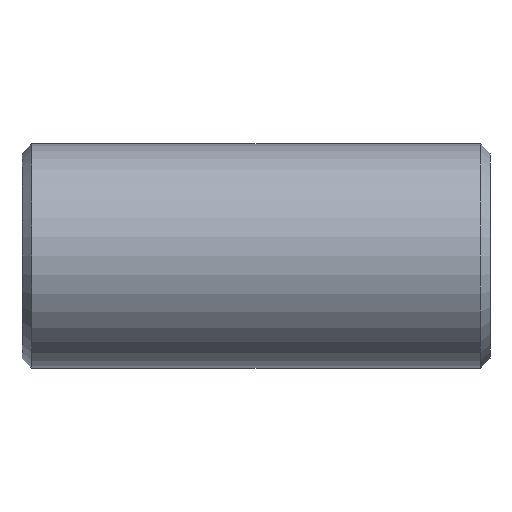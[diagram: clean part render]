
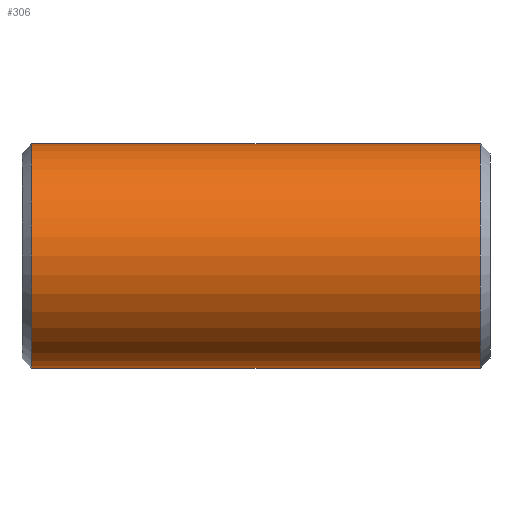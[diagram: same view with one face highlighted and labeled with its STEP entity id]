
A CAD part, front view. The second image highlights one B-rep face of the part: STEP entity #306.
In plain terms, the highlighted cylindrical face has radius 36.513 mm (diameter 73.025 mm), a partial arc.
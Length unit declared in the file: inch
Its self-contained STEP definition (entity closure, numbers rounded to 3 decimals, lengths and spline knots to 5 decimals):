
#40 = LINE ( 'NONE', #163, #97 ) ;
#63 = CIRCLE ( 'NONE', #490, 1.4375 ) ;
#78 = CARTESIAN_POINT ( 'NONE',  ( -2.875, 0., 1.4375 ) ) ;
#97 = VECTOR ( 'NONE', #115, 39.37008 ) ;
#102 = CARTESIAN_POINT ( 'NONE',  ( -2.875, 0., 0. ) ) ;
#115 = DIRECTION ( 'NONE',  ( -1., 0., 0. ) ) ;
#139 = DIRECTION ( 'NONE',  ( 0., 0., -1. ) ) ;
#143 = CARTESIAN_POINT ( 'NONE',  ( -2.875, 0., -1.4375 ) ) ;
#149 = VERTEX_POINT ( 'NONE', #143 ) ;
#158 = DIRECTION ( 'NONE',  ( -1., 0., 0. ) ) ;
#163 = CARTESIAN_POINT ( 'NONE',  ( 3., 0., 1.4375 ) ) ;
#173 = AXIS2_PLACEMENT_3D ( 'NONE', #102, #276, #340 ) ;
#213 = FACE_OUTER_BOUND ( 'NONE', #481, .T. ) ;
#220 = DIRECTION ( 'NONE',  ( 0., 0., 1. ) ) ;
#276 = DIRECTION ( 'NONE',  ( 1., 0., 0. ) ) ;
#306 = ADVANCED_FACE ( 'NONE', ( #213 ), #573, .T. ) ;
#314 = EDGE_CURVE ( 'NONE', #670, #557, #40, .T. ) ;
#320 = CIRCLE ( 'NONE', #173, 1.4375 ) ;
#340 = DIRECTION ( 'NONE',  ( 0., 0., 1. ) ) ;
#341 = DIRECTION ( 'NONE',  ( -1., 0., 0. ) ) ;
#453 = CARTESIAN_POINT ( 'NONE',  ( 3., 0., -1.4375 ) ) ;
#456 = ORIENTED_EDGE ( 'NONE', *, *, #314, .T. ) ;
#467 = CARTESIAN_POINT ( 'NONE',  ( 2.875, 0., 1.4375 ) ) ;
#476 = ORIENTED_EDGE ( 'NONE', *, *, #752, .T. ) ;
#481 = EDGE_LOOP ( 'NONE', ( #608, #492, #456, #476 ) ) ;
#489 = AXIS2_PLACEMENT_3D ( 'NONE', #700, #341, #220 ) ;
#490 = AXIS2_PLACEMENT_3D ( 'NONE', #605, #731, #139 ) ;
#492 = ORIENTED_EDGE ( 'NONE', *, *, #527, .T. ) ;
#525 = LINE ( 'NONE', #453, #648 ) ;
#527 = EDGE_CURVE ( 'NONE', #594, #670, #63, .T. ) ;
#557 = VERTEX_POINT ( 'NONE', #78 ) ;
#573 = CYLINDRICAL_SURFACE ( 'NONE', #489, 1.4375 ) ;
#594 = VERTEX_POINT ( 'NONE', #697 ) ;
#605 = CARTESIAN_POINT ( 'NONE',  ( 2.875, 0., 0. ) ) ;
#608 = ORIENTED_EDGE ( 'NONE', *, *, #719, .F. ) ;
#648 = VECTOR ( 'NONE', #158, 39.37008 ) ;
#670 = VERTEX_POINT ( 'NONE', #467 ) ;
#697 = CARTESIAN_POINT ( 'NONE',  ( 2.875, 0., -1.4375 ) ) ;
#700 = CARTESIAN_POINT ( 'NONE',  ( 3., 0., 0. ) ) ;
#719 = EDGE_CURVE ( 'NONE', #594, #149, #525, .T. ) ;
#731 = DIRECTION ( 'NONE',  ( -1., 0., 0. ) ) ;
#752 = EDGE_CURVE ( 'NONE', #557, #149, #320, .T. ) ;
